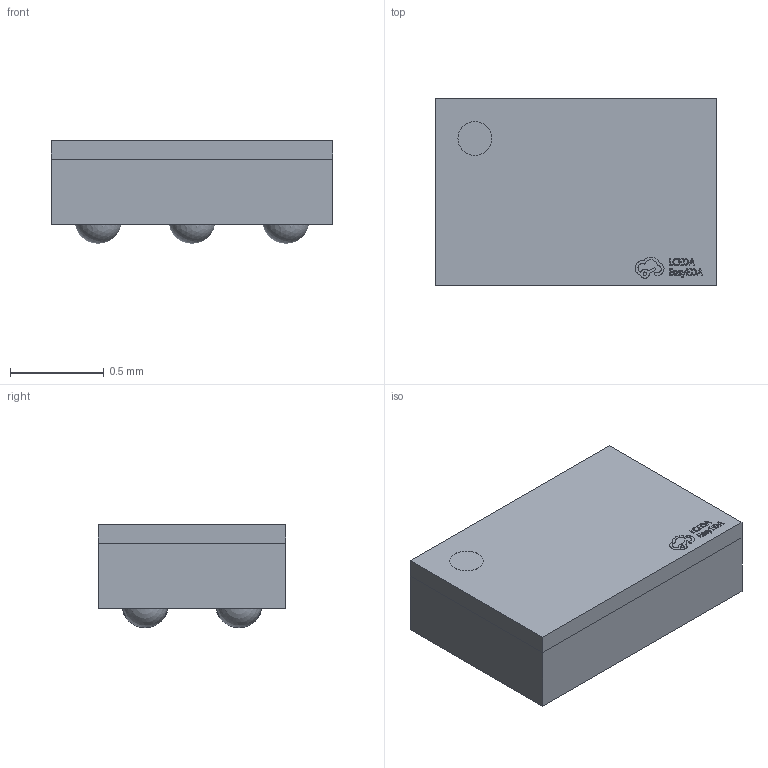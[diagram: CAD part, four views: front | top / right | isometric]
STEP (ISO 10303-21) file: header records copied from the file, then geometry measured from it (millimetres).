
FILE_DESCRIPTION (( 'STEP AP214' ), '1' );
FILE_NAME ('BGA-6_L1.5-W1.0-P0.50_BD2204GUL-E2.STEP', '2023-04-23T10:44:28', ( '' ), ( '' ), 'SwSTEP 2.0', 'SolidWorks 2020', '' );
FILE_SCHEMA (( 'AUTOMOTIVE_DESIGN' ));
Length unit declared in the file: millimetre
Products named in the file (1): BGA-6_L1.5-W1.0-P0.50_BD2204GUL-E2
Bounding box: 1.5 x 1 x 0.55 mm (x, y, z)
Volume: 0.7 mm3; surface area: 8.4 mm2
Topology: 2 solids, 2 shells, 244 faces, 648 edges, 434 vertices
Faces by surface type: plane 139, bspline 98, sphere 6, cylinder 1
Full cylindrical faces by diameter (mm): 0.18 x1
Entity records: 10762 total; most frequent: CARTESIAN_POINT 2632, ORIENTED_EDGE 1294, DIRECTION 749, EDGE_CURVE 647, LINE 439, VECTOR 439, VERTEX_POINT 434, EDGE_LOOP 271
